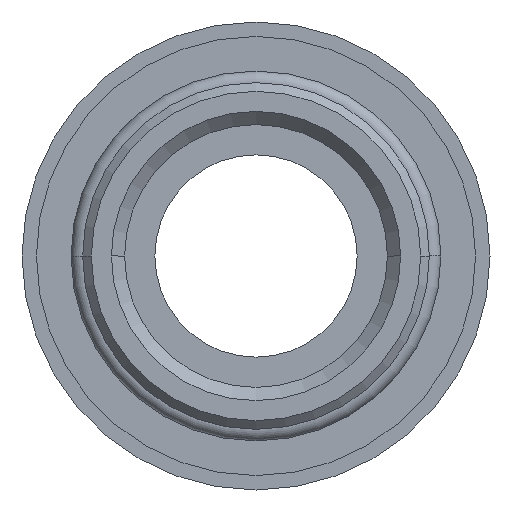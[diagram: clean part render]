
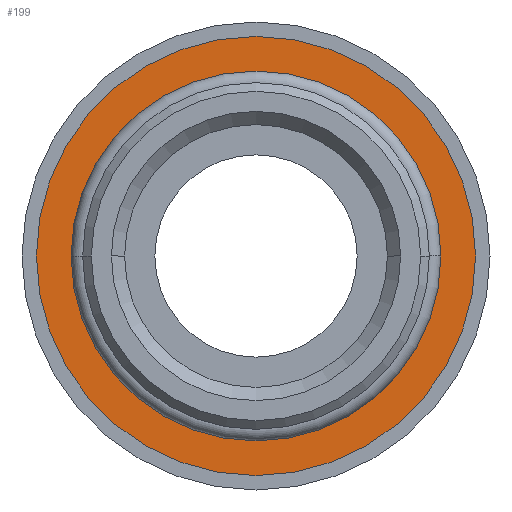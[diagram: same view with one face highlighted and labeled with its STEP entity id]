
A CAD part, front view. The second image highlights one B-rep face of the part: STEP entity #199.
In plain terms, the highlighted planar face has unit normal (0, -1, 0).
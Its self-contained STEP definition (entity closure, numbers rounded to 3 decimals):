
#199=ADVANCED_FACE('',(#409,#410),#411,.T.);
#409=FACE_OUTER_BOUND('',#614,.T.);
#410=FACE_BOUND('',#615,.T.);
#411=PLANE('',#616);
#614=EDGE_LOOP('',(#1084,#1085));
#615=EDGE_LOOP('',(#1086,#1087));
#616=AXIS2_PLACEMENT_3D('',#1088,#1089,#1090);
#1084=ORIENTED_EDGE('',*,*,#1160,.F.);
#1085=ORIENTED_EDGE('',*,*,#1282,.F.);
#1086=ORIENTED_EDGE('',*,*,#1180,.T.);
#1087=ORIENTED_EDGE('',*,*,#1136,.T.);
#1088=CARTESIAN_POINT('',(6.8,4.0,0.0));
#1089=DIRECTION('',(-0.0,-1.0,-0.0));
#1090=DIRECTION('',(-1.0,0.0,0.0));
#1136=EDGE_CURVE('',#1334,#1332,#1335,.T.);
#1160=EDGE_CURVE('',#1370,#1372,#1373,.T.);
#1180=EDGE_CURVE('',#1332,#1334,#1403,.T.);
#1282=EDGE_CURVE('',#1372,#1370,#1541,.T.);
#1332=VERTEX_POINT('',#1593);
#1334=VERTEX_POINT('',#1596);
#1335=CIRCLE('',#1597,6.0);
#1370=VERTEX_POINT('',#1637);
#1372=VERTEX_POINT('',#1640);
#1373=CIRCLE('',#1641,7.6);
#1403=CIRCLE('',#1678,6.0);
#1541=CIRCLE('',#1840,7.6);
#1593=CARTESIAN_POINT('',(6.0,4.0,0.0));
#1596=CARTESIAN_POINT('',(-6.0,4.0,0.));
#1597=AXIS2_PLACEMENT_3D('',#1900,#1901,#1902);
#1637=CARTESIAN_POINT('',(7.6,4.0,0.0));
#1640=CARTESIAN_POINT('',(-7.6,4.0,0.));
#1641=AXIS2_PLACEMENT_3D('',#1942,#1943,#1944);
#1678=AXIS2_PLACEMENT_3D('',#1973,#1974,#1975);
#1840=AXIS2_PLACEMENT_3D('',#2129,#2130,#2131);
#1900=CARTESIAN_POINT('',(0.0,4.0,0.0));
#1901=DIRECTION('',(-0.0,1.0,0.0));
#1902=DIRECTION('',(1.0,0.0,0.0));
#1942=CARTESIAN_POINT('',(0.0,4.0,0.0));
#1943=DIRECTION('',(-0.0,1.0,0.0));
#1944=DIRECTION('',(1.0,0.0,0.0));
#1973=CARTESIAN_POINT('',(0.0,4.0,0.0));
#1974=DIRECTION('',(-0.0,1.0,0.0));
#1975=DIRECTION('',(1.0,0.0,0.0));
#2129=CARTESIAN_POINT('',(0.0,4.0,0.0));
#2130=DIRECTION('',(-0.0,1.0,0.0));
#2131=DIRECTION('',(1.0,0.0,0.0));
